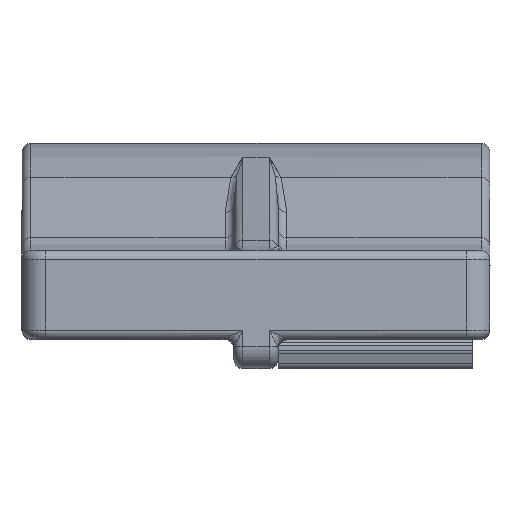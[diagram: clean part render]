
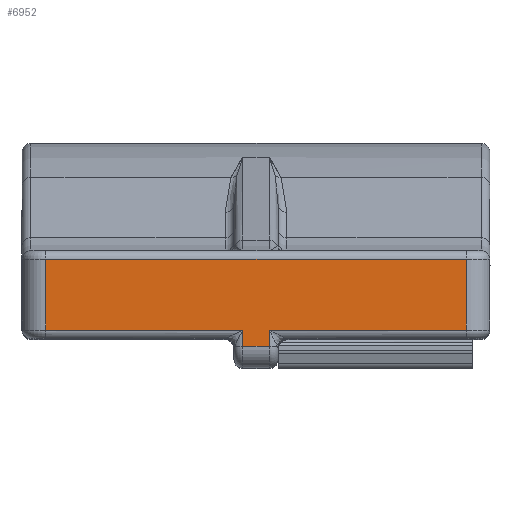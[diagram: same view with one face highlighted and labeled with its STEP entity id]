
A CAD part, top view. The second image highlights one B-rep face of the part: STEP entity #6952.
In plain terms, the highlighted planar face has unit normal (0, 0, 1).
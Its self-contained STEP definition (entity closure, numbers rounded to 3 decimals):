
#6893=AXIS2_PLACEMENT_3D('Plane Axis2P3D',#6890,#6891,#6892) ;
#6868=CARTESIAN_POINT('Vertex',(15.1,1.3,58.1)) ;
#6875=CARTESIAN_POINT('Vertex',(15.1,3.7,58.1)) ;
#6878=CARTESIAN_POINT('Line Origine',(15.1,3.35,58.1)) ;
#6890=CARTESIAN_POINT('Axis2P3D Location',(12.35,0.,58.1)) ;
#6895=CARTESIAN_POINT('Line Origine',(7.95,0.75,58.1)) ;
#6899=CARTESIAN_POINT('Vertex',(8.4,0.75,58.1)) ;
#6901=CARTESIAN_POINT('Vertex',(7.5,0.75,58.1)) ;
#6904=CARTESIAN_POINT('Line Origine',(8.4,1.025,58.1)) ;
#6908=CARTESIAN_POINT('Vertex',(8.4,1.3,58.1)) ;
#6911=CARTESIAN_POINT('Line Origine',(11.75,1.3,58.1)) ;
#6916=CARTESIAN_POINT('Line Origine',(7.95,3.7,58.1)) ;
#6920=CARTESIAN_POINT('Vertex',(0.8,3.7,58.1)) ;
#6923=CARTESIAN_POINT('Line Origine',(0.8,2.5,58.1)) ;
#6927=CARTESIAN_POINT('Vertex',(0.8,1.3,58.1)) ;
#6930=CARTESIAN_POINT('Line Origine',(4.15,1.3,58.1)) ;
#6934=CARTESIAN_POINT('Vertex',(7.5,1.3,58.1)) ;
#6937=CARTESIAN_POINT('Line Origine',(7.5,1.025,58.1)) ;
#6879=DIRECTION('Vector Direction',(0.,-1.,0.)) ;
#6891=DIRECTION('Axis2P3D Direction',(0.,0.,1.)) ;
#6892=DIRECTION('Axis2P3D XDirection',(0.,1.,0.)) ;
#6896=DIRECTION('Vector Direction',(-1.,0.,0.)) ;
#6905=DIRECTION('Vector Direction',(0.,1.,0.)) ;
#6912=DIRECTION('Vector Direction',(1.,0.,0.)) ;
#6917=DIRECTION('Vector Direction',(1.,0.,0.)) ;
#6924=DIRECTION('Vector Direction',(0.,-1.,0.)) ;
#6931=DIRECTION('Vector Direction',(-1.,0.,0.)) ;
#6938=DIRECTION('Vector Direction',(0.,1.,0.)) ;
#6880=VECTOR('Line Direction',#6879,1.) ;
#6897=VECTOR('Line Direction',#6896,1.) ;
#6906=VECTOR('Line Direction',#6905,1.) ;
#6913=VECTOR('Line Direction',#6912,1.) ;
#6918=VECTOR('Line Direction',#6917,1.) ;
#6925=VECTOR('Line Direction',#6924,1.) ;
#6932=VECTOR('Line Direction',#6931,1.) ;
#6939=VECTOR('Line Direction',#6938,1.) ;
#6943=ORIENTED_EDGE('',*,*,#6903,.F.) ;
#6944=ORIENTED_EDGE('',*,*,#6910,.F.) ;
#6945=ORIENTED_EDGE('',*,*,#6915,.T.) ;
#6946=ORIENTED_EDGE('',*,*,#6882,.T.) ;
#6947=ORIENTED_EDGE('',*,*,#6922,.T.) ;
#6948=ORIENTED_EDGE('',*,*,#6929,.F.) ;
#6949=ORIENTED_EDGE('',*,*,#6936,.F.) ;
#6950=ORIENTED_EDGE('',*,*,#6941,.F.) ;
#6952=ADVANCED_FACE('APGSR_6',(#6951),#6894,.T.) ;
#6882=EDGE_CURVE('',#6869,#6876,#6881,.F.) ;
#6903=EDGE_CURVE('',#6900,#6902,#6898,.T.) ;
#6910=EDGE_CURVE('',#6909,#6900,#6907,.F.) ;
#6915=EDGE_CURVE('',#6909,#6869,#6914,.T.) ;
#6922=EDGE_CURVE('',#6876,#6921,#6919,.F.) ;
#6929=EDGE_CURVE('',#6928,#6921,#6926,.F.) ;
#6936=EDGE_CURVE('',#6935,#6928,#6933,.T.) ;
#6941=EDGE_CURVE('',#6902,#6935,#6940,.T.) ;
#6942=EDGE_LOOP('',(#6943,#6944,#6945,#6946,#6947,#6948,#6949,#6950)) ;
#6951=FACE_OUTER_BOUND('',#6942,.T.) ;
#6881=LINE('Line',#6878,#6880) ;
#6898=LINE('Line',#6895,#6897) ;
#6907=LINE('Line',#6904,#6906) ;
#6914=LINE('Line',#6911,#6913) ;
#6919=LINE('Line',#6916,#6918) ;
#6926=LINE('Line',#6923,#6925) ;
#6933=LINE('Line',#6930,#6932) ;
#6940=LINE('Line',#6937,#6939) ;
#6894=PLANE('',#6893) ;
#6869=VERTEX_POINT('',#6868) ;
#6876=VERTEX_POINT('',#6875) ;
#6900=VERTEX_POINT('',#6899) ;
#6902=VERTEX_POINT('',#6901) ;
#6909=VERTEX_POINT('',#6908) ;
#6921=VERTEX_POINT('',#6920) ;
#6928=VERTEX_POINT('',#6927) ;
#6935=VERTEX_POINT('',#6934) ;
